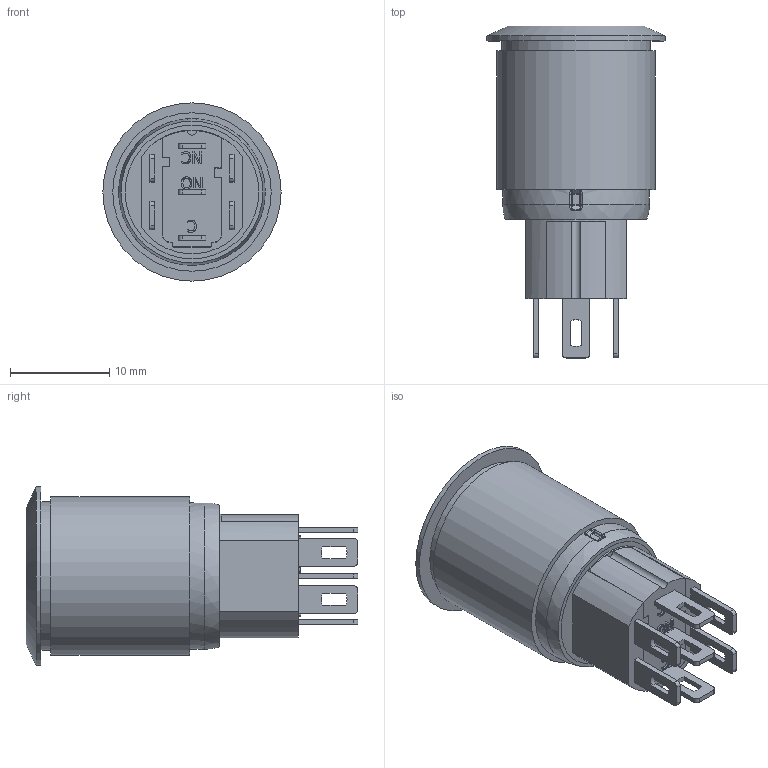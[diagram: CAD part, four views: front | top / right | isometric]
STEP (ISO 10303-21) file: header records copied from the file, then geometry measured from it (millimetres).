
FILE_DESCRIPTION((''),'2;1');
FILE_NAME('PVA3F2x0xx3Rx.stp','2018-02-15T14:56:09',('mroman'),(''),'Autodesk Inventor 2012','Autodesk Inventor 2012','');
FILE_SCHEMA(('CONFIG_CONTROL_DESIGN'));
Length unit declared in the file: inch
Products named in the file (1): PVA3F2x0xx3Rx
Bounding box: 18 x 33.5 x 18 mm (x, y, z)
Volume: 4737.6 mm3; surface area: 3005.9 mm2
Topology: 1 solids, 2 shells, 257 faces, 668 edges, 437 vertices
Faces by surface type: plane 134, cylinder 60, bspline 55, sphere 4, cone 2, torus 2
Full cylindrical faces by diameter (mm): 10.8 x1, 11.2 x1, 11.3 x1, 12.6 x1, 12.7 x1, 14.8 x1, 15 x1, 16 x1, 18 x1
Entity records: 8238 total; most frequent: CARTESIAN_POINT 2197, ORIENTED_EDGE 1304, DIRECTION 1084, EDGE_CURVE 652, VERTEX_POINT 435, VECTOR 414, LINE 414, AXIS2_PLACEMENT_3D 335
